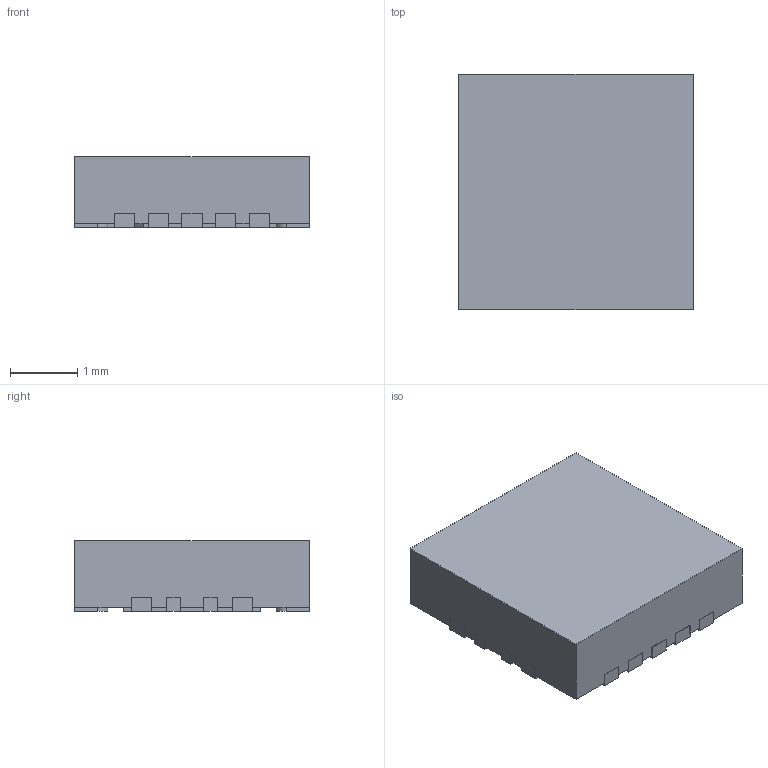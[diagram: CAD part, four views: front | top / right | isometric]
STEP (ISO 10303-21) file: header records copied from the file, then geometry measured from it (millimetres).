
FILE_DESCRIPTION (( 'STEP AP214' ), '1' );
FILE_NAME ('User Library-VQFN-14_TH.STEP', '2021-02-15T21:30:04', ( '' ), ( '' ), 'SwSTEP 2.0', 'SolidWorks 2020', '' );
FILE_SCHEMA (( 'AUTOMOTIVE_DESIGN' ));
Length unit declared in the file: millimetre
Products named in the file (1): User Library-VQFN-14_TH
Bounding box: 3.5 x 3.5 x 1.05 mm (x, y, z)
Volume: 12.5 mm3; surface area: 62.2 mm2
Topology: 16 solids, 16 shells, 194 faces, 486 edges, 324 vertices
Faces by surface type: plane 162, cylinder 32
Entity records: 5958 total; most frequent: CARTESIAN_POINT 1005, ORIENTED_EDGE 972, DIRECTION 940, EDGE_CURVE 486, LINE 422, VECTOR 422, VERTEX_POINT 324, AXIS2_PLACEMENT_3D 259
